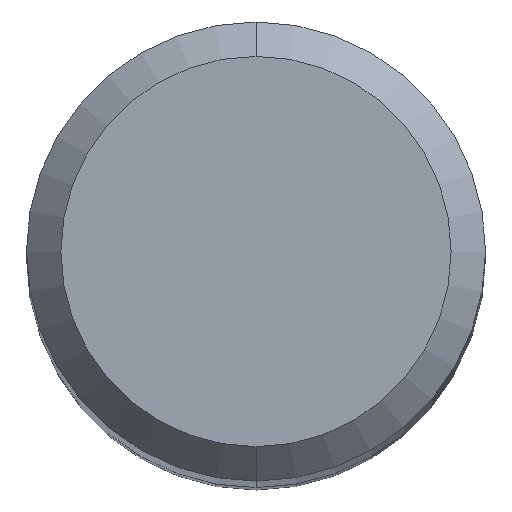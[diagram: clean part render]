
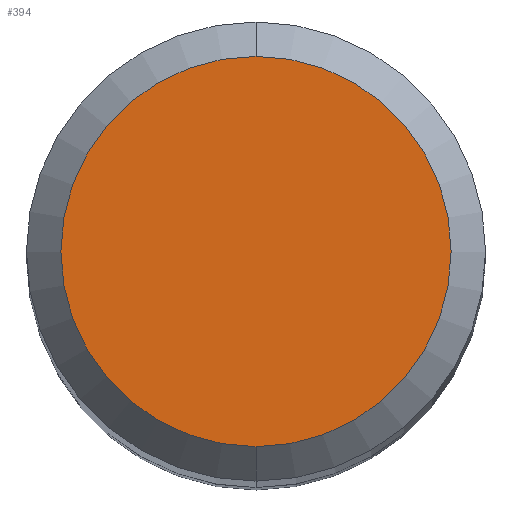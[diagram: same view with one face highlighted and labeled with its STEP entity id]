
A CAD part, top view. The second image highlights one B-rep face of the part: STEP entity #394.
In plain terms, the highlighted planar face has unit normal (0, 0, 1).
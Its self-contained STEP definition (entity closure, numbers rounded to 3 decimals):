
#198=VERTEX_POINT('',#501);
#242=VERTEX_POINT('',#551);
#394=ADVANCED_FACE('',(#716),#717,.T.);
#398=EDGE_CURVE('',#242,#198,#721,.T.);
#448=EDGE_CURVE('',#198,#242,#779,.T.);
#501=CARTESIAN_POINT('',(0.,-1.7,0.0));
#551=CARTESIAN_POINT('',(0.0,1.7,0.0));
#716=FACE_OUTER_BOUND('',#1274,.T.);
#717=PLANE('',#1275);
#721=CIRCLE('',#1280,1.7);
#779=CIRCLE('',#1412,1.7);
#1274=EDGE_LOOP('',(#1678,#1679));
#1275=AXIS2_PLACEMENT_3D('',#1680,#1681,#1682);
#1280=AXIS2_PLACEMENT_3D('',#1683,#1684,#1685);
#1412=AXIS2_PLACEMENT_3D('',#1763,#1764,#1765);
#1678=ORIENTED_EDGE('',*,*,#398,.F.);
#1679=ORIENTED_EDGE('',*,*,#448,.F.);
#1680=CARTESIAN_POINT('',(0.0,0.85,0.0));
#1681=DIRECTION('',(-0.0,0.0,1.0));
#1682=DIRECTION('',(0.0,-1.0,0.0));
#1683=CARTESIAN_POINT('',(0.0,0.0,0.0));
#1684=DIRECTION('',(0.0,0.0,-1.0));
#1685=DIRECTION('',(0.0,1.0,0.0));
#1763=CARTESIAN_POINT('',(0.0,0.0,0.0));
#1764=DIRECTION('',(0.0,0.0,-1.0));
#1765=DIRECTION('',(0.0,1.0,0.0));
